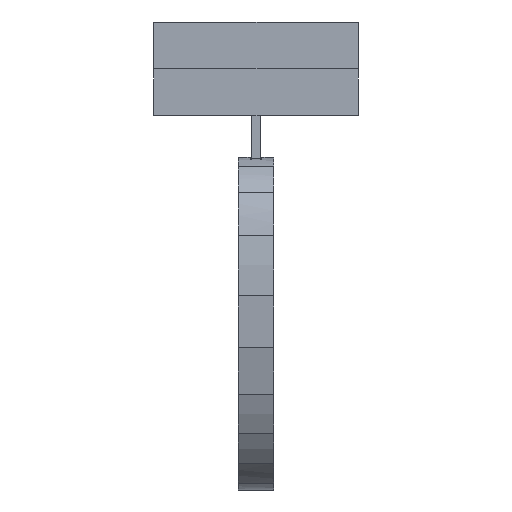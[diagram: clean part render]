
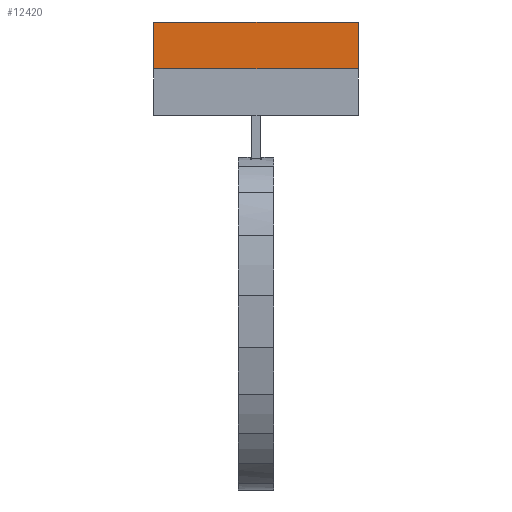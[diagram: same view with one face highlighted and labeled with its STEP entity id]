
A CAD part, left-side view. The second image highlights one B-rep face of the part: STEP entity #12420.
In plain terms, the highlighted planar face has unit normal (-1, 0, 0).
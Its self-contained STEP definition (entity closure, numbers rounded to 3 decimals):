
#1152=PLANE('',#13441);
#1601=FACE_OUTER_BOUND('',#2390,.T.);
#2390=EDGE_LOOP('',(#8818,#8819,#8820,#8821));
#3253=LINE('',#17294,#4423);
#3260=LINE('',#17322,#4430);
#3264=LINE('',#17329,#4434);
#3266=LINE('',#17333,#4436);
#4423=VECTOR('',#14339,10.);
#4430=VECTOR('',#14372,10.);
#4434=VECTOR('',#14378,10.);
#4436=VECTOR('',#14384,10.);
#5813=VERTEX_POINT('',#17291);
#5814=VERTEX_POINT('',#17293);
#5822=VERTEX_POINT('',#17321);
#5824=VERTEX_POINT('',#17328);
#6981=EDGE_CURVE('',#5814,#5813,#3253,.T.);
#6994=EDGE_CURVE('',#5814,#5822,#3260,.T.);
#6998=EDGE_CURVE('',#5824,#5822,#3264,.T.);
#7000=EDGE_CURVE('',#5824,#5813,#3266,.T.);
#8818=ORIENTED_EDGE('',*,*,#6981,.T.);
#8819=ORIENTED_EDGE('',*,*,#7000,.F.);
#8820=ORIENTED_EDGE('',*,*,#6998,.T.);
#8821=ORIENTED_EDGE('',*,*,#6994,.F.);
#12420=ADVANCED_FACE('',(#1601),#1152,.T.);
#13441=AXIS2_PLACEMENT_3D('',#17332,#14382,#14383);
#14339=DIRECTION('',(0.,1.,0.));
#14372=DIRECTION('',(0.,0.,-1.));
#14378=DIRECTION('',(0.,-1.,0.));
#14382=DIRECTION('center_axis',(-1.,0.,0.));
#14383=DIRECTION('ref_axis',(0.,0.,1.));
#14384=DIRECTION('',(0.,0.,1.));
#17291=CARTESIAN_POINT('',(0.,17.5,76.));
#17293=CARTESIAN_POINT('',(0.,-17.5,76.));
#17294=CARTESIAN_POINT('',(0.,0.,76.));
#17321=CARTESIAN_POINT('',(0.,-17.5,68.));
#17322=CARTESIAN_POINT('',(0.,-17.5,76.));
#17328=CARTESIAN_POINT('',(0.,17.5,68.));
#17329=CARTESIAN_POINT('',(0.,0.,68.));
#17332=CARTESIAN_POINT('Origin',(0.,0.,68.));
#17333=CARTESIAN_POINT('',(0.,17.5,76.));
